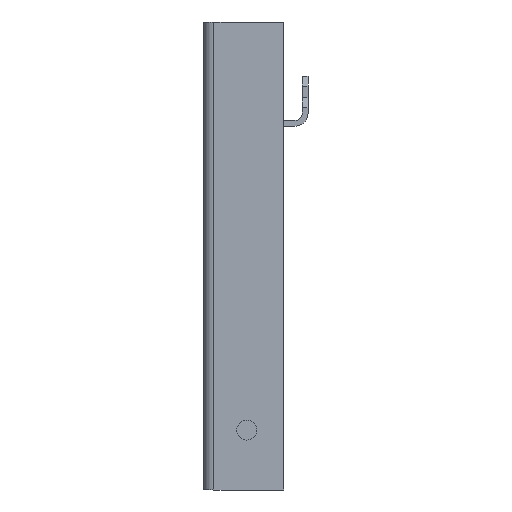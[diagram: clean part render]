
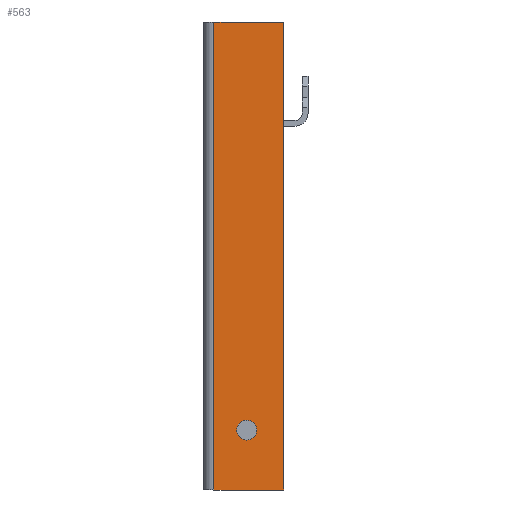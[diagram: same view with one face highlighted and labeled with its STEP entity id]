
A CAD part, front view. The second image highlights one B-rep face of the part: STEP entity #563.
In plain terms, the highlighted face is planar.
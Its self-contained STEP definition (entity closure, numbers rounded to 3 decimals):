
#458=FACE_BOUND('',#739,.T.);
#459=FACE_BOUND('',#740,.T.);
#485=B_SPLINE_CURVE_WITH_KNOTS('',1,(#2708,#2709),.UNSPECIFIED.,.F.,.F.,
(2,2),(0.,1.),.UNSPECIFIED.);
#497=PLANE('',#2065);
#563=ADVANCED_FACE('F8',(#458,#459),#497,.T.);
#739=EDGE_LOOP('',(#939,#940,#941,#942));
#740=EDGE_LOOP('',(#943));
#817=CIRCLE('',#2033,3.5);
#939=ORIENTED_EDGE('',*,*,#1512,.T.);
#940=ORIENTED_EDGE('',*,*,#1513,.T.);
#941=ORIENTED_EDGE('',*,*,#1514,.T.);
#942=ORIENTED_EDGE('',*,*,#1511,.F.);
#943=ORIENTED_EDGE('',*,*,#1464,.T.);
#1314=VERTEX_POINT('',#2603);
#1345=VERTEX_POINT('',#2699);
#1346=VERTEX_POINT('',#2701);
#1347=VERTEX_POINT('',#2705);
#1348=VERTEX_POINT('',#2707);
#1464=EDGE_CURVE('E126',#1314,#1314,#817,.T.);
#1511=EDGE_CURVE('E67',#1346,#1345,#1717,.T.);
#1512=EDGE_CURVE('E103',#1346,#1347,#1718,.T.);
#1513=EDGE_CURVE('E106',#1347,#1348,#1719,.T.);
#1514=EDGE_CURVE('E109',#1348,#1345,#485,.T.);
#1717=LINE('',#2702,#1889);
#1718=LINE('',#2704,#1890);
#1719=LINE('',#2706,#1891);
#1889=VECTOR('',#2257,1.);
#1890=VECTOR('',#2260,1.);
#1891=VECTOR('',#2261,1.);
#2033=AXIS2_PLACEMENT_3D('',#2604,#2167,#2168);
#2065=AXIS2_PLACEMENT_3D('',#2710,#2262,#2263);
#2167=DIRECTION('',(0.,-1.,0.));
#2168=DIRECTION('',(1.,0.,0.));
#2257=DIRECTION('',(0.,0.,1.));
#2260=DIRECTION('',(-1.,0.,0.));
#2261=DIRECTION('',(0.,0.,1.));
#2262=DIRECTION('',(0.,1.,0.));
#2263=DIRECTION('',(-1.,0.,0.));
#2603=CARTESIAN_POINT('',(527.251,4210.002,-355.893));
#2604=CARTESIAN_POINT('',(530.751,4210.002,-355.893));
#2699=CARTESIAN_POINT('',(542.251,4210.002,-212.893));
#2701=CARTESIAN_POINT('',(542.251,4210.002,-376.893));
#2702=CARTESIAN_POINT('',(542.251,4210.002,-194.893));
#2704=CARTESIAN_POINT('',(530.001,4210.002,-376.893));
#2705=CARTESIAN_POINT('',(517.751,4210.002,-376.893));
#2706=CARTESIAN_POINT('',(517.751,4210.002,-137.893));
#2707=CARTESIAN_POINT('',(517.751,4210.002,-212.893));
#2708=CARTESIAN_POINT('',(517.751,4210.002,-212.893));
#2709=CARTESIAN_POINT('',(542.251,4210.002,-212.893));
#2710=CARTESIAN_POINT('',(517.751,4210.002,-12.893));
